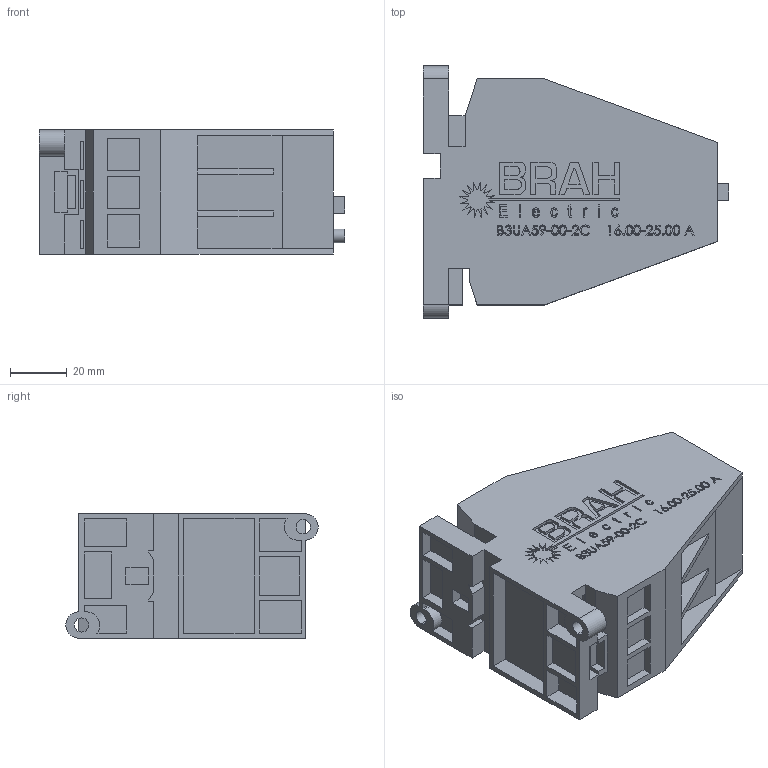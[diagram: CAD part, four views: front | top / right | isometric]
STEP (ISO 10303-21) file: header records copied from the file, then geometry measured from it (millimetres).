
FILE_DESCRIPTION (( 'STEP AP214' ), '1' );
FILE_NAME ('B3UA59-00-2C.STEP', '2014-02-25T08:26:04', ( '' ), ( '' ), 'SwSTEP 2.0', 'SolidWorks 2013', '' );
FILE_SCHEMA (( 'AUTOMOTIVE_DESIGN' ));
Length unit declared in the file: millimetre
Products named in the file (3): B3UA59-00-2C; oval head_ai
Assembly tree (11 placements, depth 2):
  B3UA59-00-2C
    B3UA59-00-2C
    oval head_ai  x10
Bounding box: 108 x 89.3 x 44 mm (x, y, z)
Volume: 257706.4 mm3; surface area: 41672.6 mm2
Topology: 11 solids, 11 shells, 1011 faces, 2583 edges, 1684 vertices
Faces by surface type: plane 686, bspline 182, cylinder 83, sphere 40, cone 20
Entity records: 34095 total; most frequent: CARTESIAN_POINT 16412, ORIENTED_EDGE 3942, DIRECTION 2937, EDGE_CURVE 1971, VECTOR 1451, LINE 1451, VERTEX_POINT 1306, EDGE_LOOP 853
